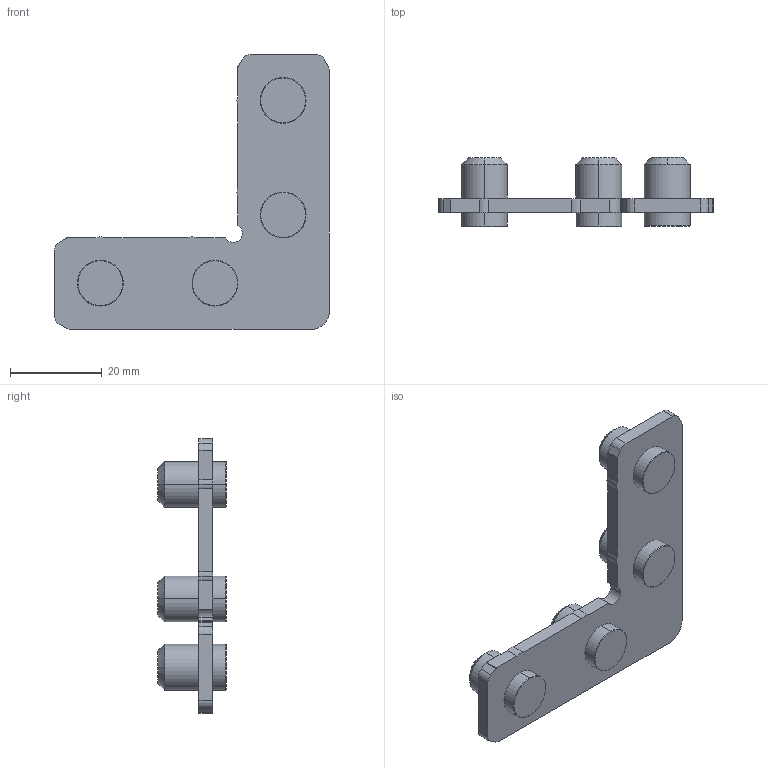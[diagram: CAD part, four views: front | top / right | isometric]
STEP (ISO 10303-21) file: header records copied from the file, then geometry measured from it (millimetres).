
FILE_DESCRIPTION(('STEP AP214'),'1');
FILE_NAME('cctmp_F9BA583E-5E37-4304-A49C-3E5CE0E4D029_2020_1_16_9_44_25_203..stp','2020-01-16T08:44:25',('Bosch Rexroth AG'),('CADClick - www.CADClick.com'),'Spatial InterOp 3D',' ','unknown authorization - (Healing Option Enabled)');
FILE_SCHEMA(('AUTOMOTIVE_DESIGN'));
Length unit declared in the file: millimetre
Products named in the file (1): 2020_01_16__09-44-25-203
Bounding box: 60 x 15 x 60 mm (x, y, z)
Volume: 9590.6 mm3; surface area: 6048.1 mm2
Topology: 1 solids, 1 shells, 89 faces, 221 edges, 142 vertices
Faces by surface type: cylinder 33, cone 32, plane 24
Entity records: 3417 total; most frequent: DIRECTION 515, CARTESIAN_POINT 453, ORIENTED_EDGE 442, EDGE_CURVE 221, AXIS2_PLACEMENT_3D 204, VERTEX_POINT 142, CIRCLE 114, LINE 107
